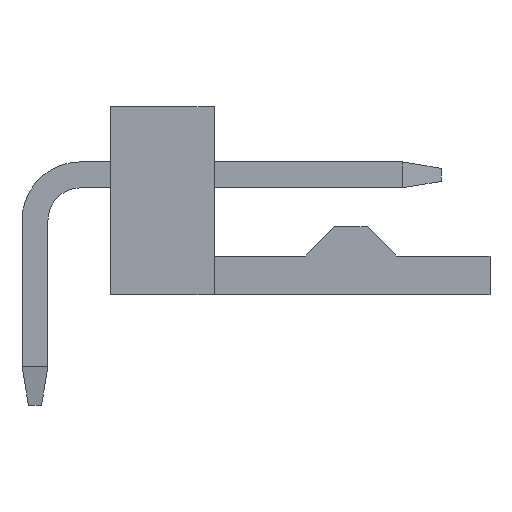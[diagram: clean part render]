
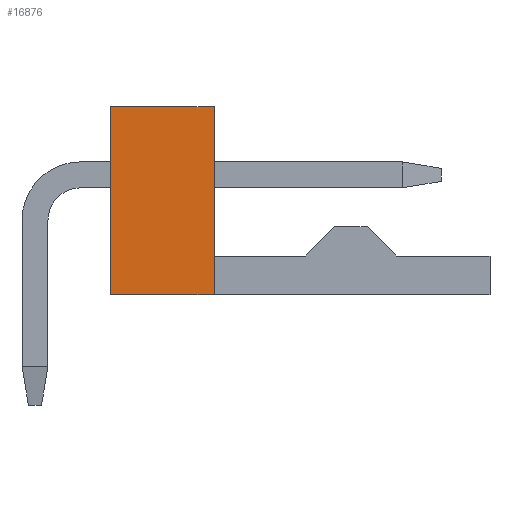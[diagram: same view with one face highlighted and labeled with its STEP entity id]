
A CAD part, left-side view. The second image highlights one B-rep face of the part: STEP entity #16876.
In plain terms, the highlighted planar face has unit normal (-1, 0, 0).
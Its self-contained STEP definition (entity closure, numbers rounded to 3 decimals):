
#406 = VECTOR ( 'NONE', #3080, 1000. ) ;
#1322 = CARTESIAN_POINT ( 'NONE',  ( -3.81, 0., 0. ) ) ;
#2243 = CARTESIAN_POINT ( 'NONE',  ( -3.81, 1.05, 0. ) ) ;
#2515 = LINE ( 'NONE', #4334, #5197 ) ;
#2741 = EDGE_CURVE ( 'NONE', #8124, #6187, #2875, .T. ) ;
#2875 = LINE ( 'NONE', #6294, #406 ) ;
#2877 = DIRECTION ( 'NONE',  ( 0., 1., 0. ) ) ;
#3080 = DIRECTION ( 'NONE',  ( 0., -1., 0. ) ) ;
#4334 = CARTESIAN_POINT ( 'NONE',  ( -3.81, 4.25, 5.8 ) ) ;
#4753 = AXIS2_PLACEMENT_3D ( 'NONE', #1322, #6585, #11262 ) ;
#5197 = VECTOR ( 'NONE', #15529, 1000. ) ;
#6187 = VERTEX_POINT ( 'NONE', #14869 ) ;
#6294 = CARTESIAN_POINT ( 'NONE',  ( -3.81, 1.05, 5.8 ) ) ;
#6585 = DIRECTION ( 'NONE',  ( -1., 0., 0. ) ) ;
#6834 = LINE ( 'NONE', #18249, #19823 ) ;
#8087 = ORIENTED_EDGE ( 'NONE', *, *, #16538, .F. ) ;
#8124 = VERTEX_POINT ( 'NONE', #16171 ) ;
#8635 = CARTESIAN_POINT ( 'NONE',  ( -3.81, 4.25, 0. ) ) ;
#9153 = VECTOR ( 'NONE', #2877, 1000. ) ;
#10639 = FACE_OUTER_BOUND ( 'NONE', #17545, .T. ) ;
#11089 = EDGE_CURVE ( 'NONE', #20088, #8124, #2515, .T. ) ;
#11174 = ORIENTED_EDGE ( 'NONE', *, *, #2741, .F. ) ;
#11262 = DIRECTION ( 'NONE',  ( 0., 0., 1. ) ) ;
#14151 = PLANE ( 'NONE',  #4753 ) ;
#14690 = ORIENTED_EDGE ( 'NONE', *, *, #14691, .F. ) ;
#14691 = EDGE_CURVE ( 'NONE', #6187, #15471, #6834, .T. ) ;
#14869 = CARTESIAN_POINT ( 'NONE',  ( -3.81, 1.05, 5.8 ) ) ;
#15471 = VERTEX_POINT ( 'NONE', #2243 ) ;
#15497 = ORIENTED_EDGE ( 'NONE', *, *, #11089, .F. ) ;
#15529 = DIRECTION ( 'NONE',  ( 0., 0., 1. ) ) ;
#16171 = CARTESIAN_POINT ( 'NONE',  ( -3.81, 4.25, 5.8 ) ) ;
#16538 = EDGE_CURVE ( 'NONE', #15471, #20088, #19135, .T. ) ;
#16876 = ADVANCED_FACE ( 'NONE', ( #10639 ), #14151, .T. ) ;
#17407 = CARTESIAN_POINT ( 'NONE',  ( -3.81, 4.25, 0. ) ) ;
#17545 = EDGE_LOOP ( 'NONE', ( #8087, #14690, #11174, #15497 ) ) ;
#18249 = CARTESIAN_POINT ( 'NONE',  ( -3.81, 1.05, 1.2 ) ) ;
#18349 = DIRECTION ( 'NONE',  ( 0., 0., -1. ) ) ;
#19135 = LINE ( 'NONE', #17407, #9153 ) ;
#19823 = VECTOR ( 'NONE', #18349, 1000. ) ;
#20088 = VERTEX_POINT ( 'NONE', #8635 ) ;
